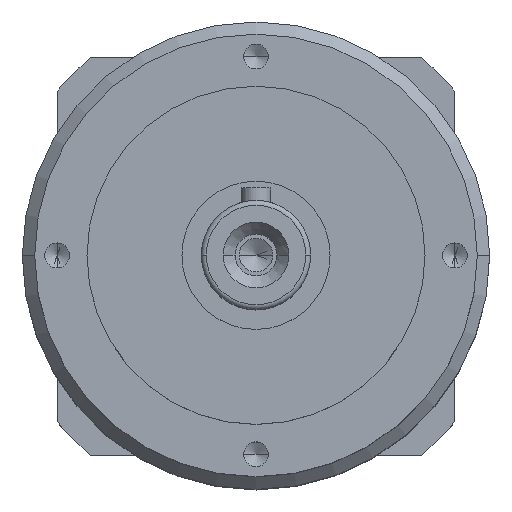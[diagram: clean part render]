
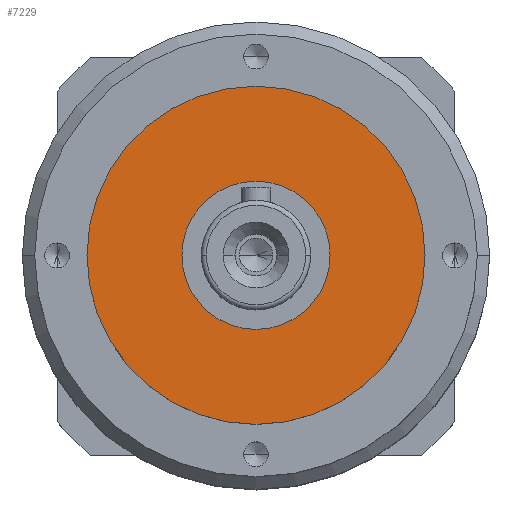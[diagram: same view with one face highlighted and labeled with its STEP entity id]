
A CAD part, top view. The second image highlights one B-rep face of the part: STEP entity #7229.
In plain terms, the highlighted planar face has unit normal (0, 0, 1).
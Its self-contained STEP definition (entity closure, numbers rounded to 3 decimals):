
#122 = FACE_BOUND ( 'NONE', #8117, .T. ) ;
#183 = CARTESIAN_POINT ( 'NONE',  ( 34., 0., 60. ) ) ;
#202 = DIRECTION ( 'NONE',  ( 0., 0., 1. ) ) ;
#349 = CARTESIAN_POINT ( 'NONE',  ( 0., 0., 60. ) ) ;
#574 = ORIENTED_EDGE ( 'NONE', *, *, #4735, .F. ) ;
#665 = AXIS2_PLACEMENT_3D ( 'NONE', #6318, #1886, #3782 ) ;
#707 = VERTEX_POINT ( 'NONE', #4631 ) ;
#772 = CIRCLE ( 'NONE', #1796, 34. ) ;
#965 = DIRECTION ( 'NONE',  ( 1., 0., 0. ) ) ;
#982 = CARTESIAN_POINT ( 'NONE',  ( 0., 0., 60. ) ) ;
#1137 = DIRECTION ( 'NONE',  ( 1., 0., 0. ) ) ;
#1153 = DIRECTION ( 'NONE',  ( 1., 0., 0. ) ) ;
#1164 = DIRECTION ( 'NONE',  ( 0., 0., 1. ) ) ;
#1234 = CARTESIAN_POINT ( 'NONE',  ( 0., 0., 60. ) ) ;
#1695 = VERTEX_POINT ( 'NONE', #183 ) ;
#1796 = AXIS2_PLACEMENT_3D ( 'NONE', #982, #202, #1153 ) ;
#1886 = DIRECTION ( 'NONE',  ( 0., 0., 1. ) ) ;
#1991 = CIRCLE ( 'NONE', #5789, 34. ) ;
#2256 = CARTESIAN_POINT ( 'NONE',  ( -34., 0., 60. ) ) ;
#2300 = CARTESIAN_POINT ( 'NONE',  ( 0., 0., 60. ) ) ;
#2536 = AXIS2_PLACEMENT_3D ( 'NONE', #1234, #1164, #1137 ) ;
#2613 = CIRCLE ( 'NONE', #4207, 14.9 ) ;
#2947 = DIRECTION ( 'NONE',  ( 1., 0., 0. ) ) ;
#3143 = PLANE ( 'NONE',  #665 ) ;
#3445 = EDGE_CURVE ( 'NONE', #4927, #707, #7141, .T. ) ;
#3782 = DIRECTION ( 'NONE',  ( 1., 0., 0. ) ) ;
#4037 = EDGE_CURVE ( 'NONE', #5866, #1695, #772, .T. ) ;
#4053 = ORIENTED_EDGE ( 'NONE', *, *, #4037, .T. ) ;
#4207 = AXIS2_PLACEMENT_3D ( 'NONE', #2300, #6765, #2947 ) ;
#4631 = CARTESIAN_POINT ( 'NONE',  ( -14.9, 0., 60. ) ) ;
#4723 = DIRECTION ( 'NONE',  ( 0., 0., 1. ) ) ;
#4735 = EDGE_CURVE ( 'NONE', #707, #4927, #2613, .T. ) ;
#4927 = VERTEX_POINT ( 'NONE', #5159 ) ;
#5159 = CARTESIAN_POINT ( 'NONE',  ( 14.9, 0., 60. ) ) ;
#5678 = EDGE_LOOP ( 'NONE', ( #4053, #5989 ) ) ;
#5784 = EDGE_CURVE ( 'NONE', #1695, #5866, #1991, .T. ) ;
#5789 = AXIS2_PLACEMENT_3D ( 'NONE', #349, #4723, #965 ) ;
#5866 = VERTEX_POINT ( 'NONE', #2256 ) ;
#5989 = ORIENTED_EDGE ( 'NONE', *, *, #5784, .T. ) ;
#6318 = CARTESIAN_POINT ( 'NONE',  ( 0., 0., 60. ) ) ;
#6765 = DIRECTION ( 'NONE',  ( 0., 0., 1. ) ) ;
#7061 = FACE_OUTER_BOUND ( 'NONE', #5678, .T. ) ;
#7141 = CIRCLE ( 'NONE', #2536, 14.9 ) ;
#7229 = ADVANCED_FACE ( 'NONE', ( #122, #7061 ), #3143, .T. ) ;
#8117 = EDGE_LOOP ( 'NONE', ( #574, #8308 ) ) ;
#8308 = ORIENTED_EDGE ( 'NONE', *, *, #3445, .F. ) ;
